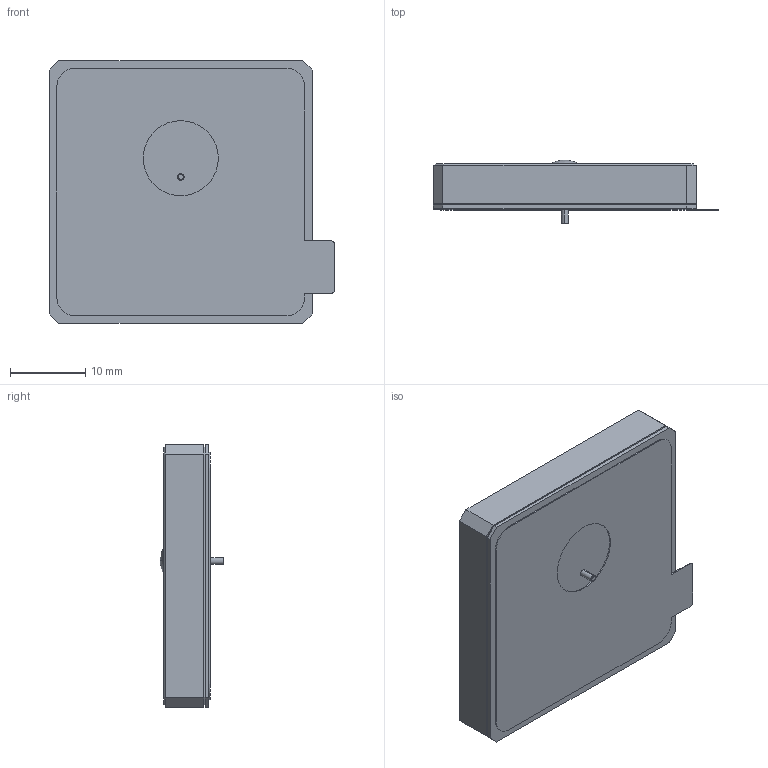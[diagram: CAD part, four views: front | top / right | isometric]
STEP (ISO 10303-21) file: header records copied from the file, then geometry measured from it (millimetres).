
FILE_DESCRIPTION (( 'STEP AP214' ), '1' );
FILE_NAME ('ISMP.915.35.6.A.02_web.STEP', '2020-11-25T11:23:38', ( '' ), ( '' ), 'SwSTEP 2.0', 'SolidWorks 2018', '' );
FILE_SCHEMA (( 'AUTOMOTIVE_DESIGN' ));
Length unit declared in the file: millimetre
Products named in the file (1): ISMP.915.35.6.A.02_web
Bounding box: 38 x 8.5 x 35 mm (x, y, z)
Volume: 7484.3 mm3; surface area: 5453.2 mm2
Topology: 2 solids, 2 shells, 609 faces, 1640 edges, 1076 vertices
Faces by surface type: plane 486, bspline 105, cylinder 14, cone 2, sphere 2
Entity records: 30072 total; most frequent: CARTESIAN_POINT 9723, ORIENTED_EDGE 3280, DIRECTION 2474, EDGE_CURVE 1640, LINE 1396, VECTOR 1396, VERTEX_POINT 1076, EDGE_LOOP 652
